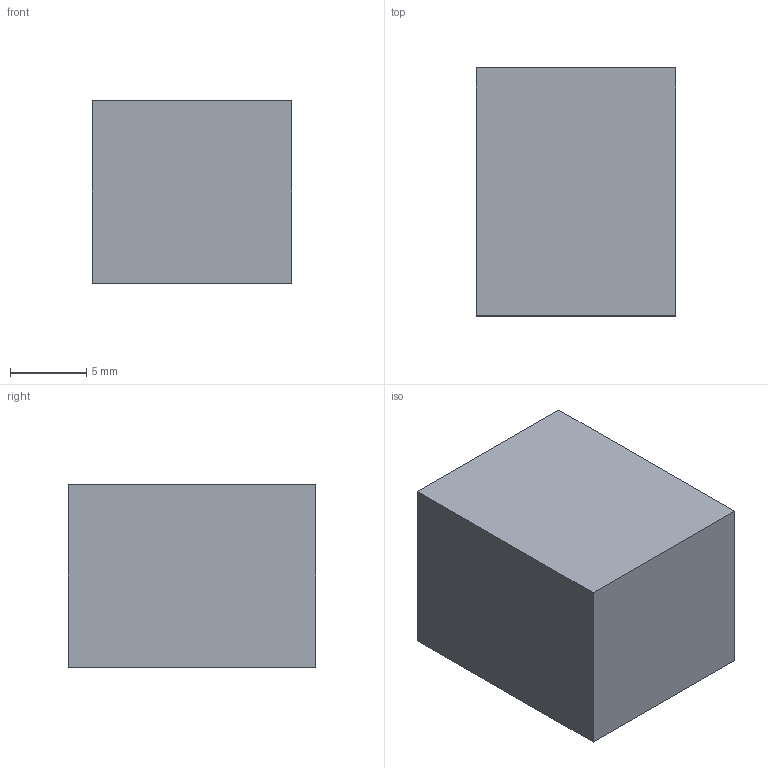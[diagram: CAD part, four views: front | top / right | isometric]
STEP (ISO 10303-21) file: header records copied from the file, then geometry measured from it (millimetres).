
FILE_DESCRIPTION (( 'STEP AP214' ), '1' );
FILE_NAME ('MObeta_black.STEP', '2019-08-21T16:55:17', ( '' ), ( '' ), 'SwSTEP 2.0', 'SolidWorks 2019', '' );
FILE_SCHEMA (( 'AUTOMOTIVE_DESIGN' ));
Length unit declared in the file: millimetre
Products named in the file (1): MObeta_black
Bounding box: 13.1 x 16.26 x 12 mm (x, y, z)
Volume: 1521.1 mm3; surface area: 1572.4 mm2
Topology: 1 solids, 1 shells, 18 faces, 45 edges, 30 vertices
Faces by surface type: plane 18
Entity records: 750 total; most frequent: CARTESIAN_POINT 94, ORIENTED_EDGE 90, DIRECTION 83, EDGE_CURVE 45, LINE 45, VECTOR 45, VERTEX_POINT 30, UNCERTAINTY_MEASURE_WITH_UNIT 20
